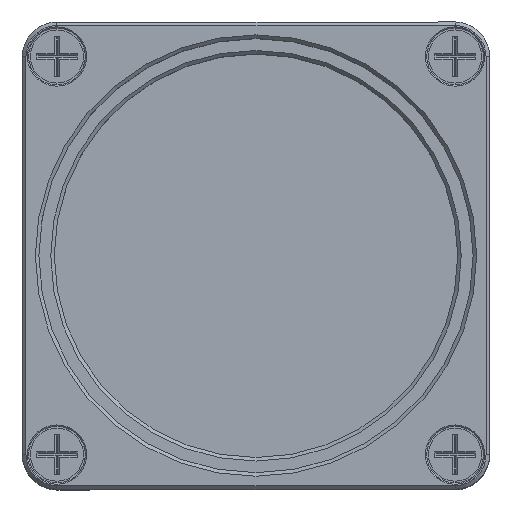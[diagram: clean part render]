
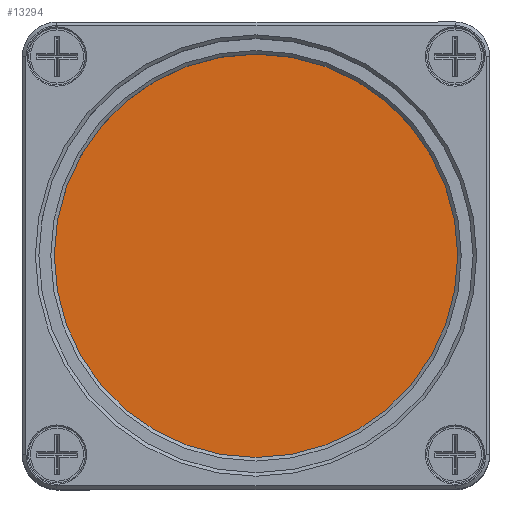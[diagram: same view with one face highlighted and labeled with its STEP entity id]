
A CAD part, top view. The second image highlights one B-rep face of the part: STEP entity #13294.
In plain terms, the highlighted face is planar.
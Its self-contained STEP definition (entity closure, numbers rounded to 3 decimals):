
#6417=FACE_OUTER_BOUND('',#25908,.T.);
#13294=ADVANCED_FACE('',(#6417),#19033,.F.);
#19033=PLANE('',#139261);
#25908=EDGE_LOOP('',(#53242));
#31676=CIRCLE('',#139258,12.5);
#53242=ORIENTED_EDGE('',*,*,#94416,.F.);
#78427=VERTEX_POINT('',#201752);
#94416=EDGE_CURVE('',#78427,#78427,#31676,.T.);
#139258=AXIS2_PLACEMENT_3D('',#201751,#163586,#163587);
#139261=AXIS2_PLACEMENT_3D('',#201755,#163592,#163593);
#163586=DIRECTION('',(0.,0.,1.));
#163587=DIRECTION('',(1.,0.,0.));
#163592=DIRECTION('',(0.,0.,1.));
#163593=DIRECTION('',(1.,0.,0.));
#201751=CARTESIAN_POINT('',(0.,0.,0.));
#201752=CARTESIAN_POINT('',(12.5,0.,0.));
#201755=CARTESIAN_POINT('',(0.,0.,0.));
